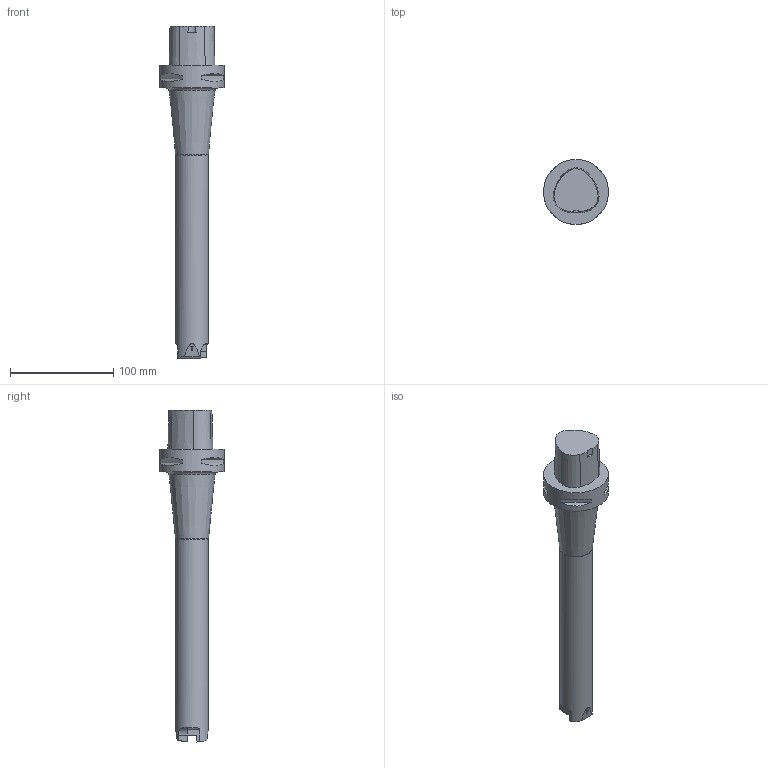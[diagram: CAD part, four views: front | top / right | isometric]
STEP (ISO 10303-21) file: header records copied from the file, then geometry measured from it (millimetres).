
FILE_DESCRIPTION(/* description */ (''),/* implementation_level */ '2;1');
FILE_NAME(/* name */ '1544793329688.stp',/* time_stamp */ '2018-12-14T14:15:43+01:00',/* author */ (''),/* organization */ ('SMS'),/* preprocessor_version */ 'ST-DEVELOPER v15',/* originating_system */ 'SIEMENS PLM Software NX 8.5',/* authorisation */ '');
FILE_SCHEMA (('AUTOMOTIVE_DESIGN { 1 0 10303 214 3 1 1 1 }'));
Length unit declared in the file: millimetre
Products named in the file (1): 201108723mod000_00
Bounding box: 63 x 63 x 322 mm (x, y, z)
Volume: 353162.2 mm3; surface area: 42707.9 mm2
Topology: 1 solids, 1 shells, 72 faces, 176 edges, 120 vertices
Faces by surface type: plane 47, cone 8, extrusion 8, cylinder 7, torus 2
Full cylindrical faces by diameter (mm): 32 x1, 63 x1
Entity records: 2447 total; most frequent: CARTESIAN_POINT 738, ORIENTED_EDGE 336, DIRECTION 320, EDGE_CURVE 168, VERTEX_POINT 114, AXIS2_PLACEMENT_3D 111, VECTOR 98, LINE 90
